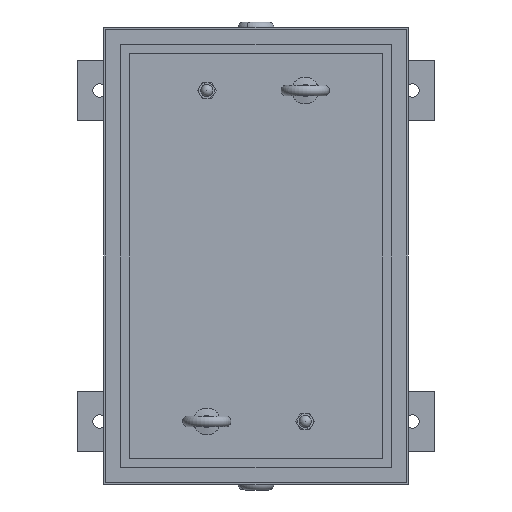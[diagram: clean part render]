
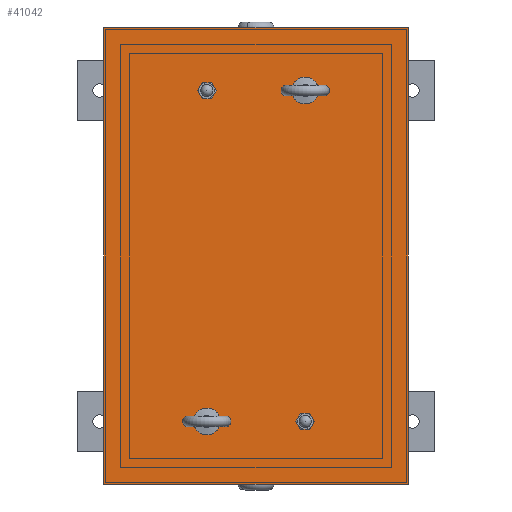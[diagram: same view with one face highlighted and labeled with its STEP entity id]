
A CAD part, front view. The second image highlights one B-rep face of the part: STEP entity #41042.
In plain terms, the highlighted planar face has unit normal (0, -1, 0).
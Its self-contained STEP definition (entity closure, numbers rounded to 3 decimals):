
#1244=FACE_BOUND('',#7292,.T.);
#1245=FACE_BOUND('',#7293,.T.);
#1246=FACE_BOUND('',#7294,.T.);
#1247=FACE_BOUND('',#7295,.T.);
#2314=PLANE('',#45529);
#4279=FACE_OUTER_BOUND('',#7291,.T.);
#7291=EDGE_LOOP('',(#35745,#35746,#35747,#35748));
#7292=EDGE_LOOP('',(#35749));
#7293=EDGE_LOOP('',(#35750));
#7294=EDGE_LOOP('',(#35751));
#7295=EDGE_LOOP('',(#35752));
#10179=LINE('',#71435,#13024);
#10183=LINE('',#71443,#13028);
#10186=LINE('',#71449,#13031);
#10189=LINE('',#71454,#13034);
#13024=VECTOR('',#56699,10.);
#13028=VECTOR('',#56705,10.);
#13031=VECTOR('',#56710,10.);
#13034=VECTOR('',#56715,10.);
#15723=CIRCLE('',#45508,7.);
#15725=CIRCLE('',#45511,7.);
#15727=CIRCLE('',#45514,7.);
#15729=CIRCLE('',#45517,7.);
#19252=VERTEX_POINT('',#71384);
#19254=VERTEX_POINT('',#71390);
#19256=VERTEX_POINT('',#71396);
#19258=VERTEX_POINT('',#71402);
#19268=VERTEX_POINT('',#71433);
#19269=VERTEX_POINT('',#71434);
#19272=VERTEX_POINT('',#71442);
#19274=VERTEX_POINT('',#71448);
#24772=EDGE_CURVE('',#19252,#19252,#15723,.T.);
#24775=EDGE_CURVE('',#19254,#19254,#15725,.T.);
#24778=EDGE_CURVE('',#19256,#19256,#15727,.T.);
#24781=EDGE_CURVE('',#19258,#19258,#15729,.T.);
#24796=EDGE_CURVE('',#19268,#19269,#10179,.T.);
#24800=EDGE_CURVE('',#19272,#19268,#10183,.T.);
#24803=EDGE_CURVE('',#19274,#19272,#10186,.T.);
#24806=EDGE_CURVE('',#19269,#19274,#10189,.T.);
#35745=ORIENTED_EDGE('',*,*,#24806,.F.);
#35746=ORIENTED_EDGE('',*,*,#24796,.F.);
#35747=ORIENTED_EDGE('',*,*,#24800,.F.);
#35748=ORIENTED_EDGE('',*,*,#24803,.F.);
#35749=ORIENTED_EDGE('',*,*,#24772,.T.);
#35750=ORIENTED_EDGE('',*,*,#24775,.T.);
#35751=ORIENTED_EDGE('',*,*,#24778,.T.);
#35752=ORIENTED_EDGE('',*,*,#24781,.T.);
#41042=ADVANCED_FACE('',(#4279,#1244,#1245,#1246,#1247),#2314,.F.);
#45508=AXIS2_PLACEMENT_3D('',#71385,#56649,#56650);
#45511=AXIS2_PLACEMENT_3D('',#71391,#56656,#56657);
#45514=AXIS2_PLACEMENT_3D('',#71397,#56663,#56664);
#45517=AXIS2_PLACEMENT_3D('',#71403,#56670,#56671);
#45529=AXIS2_PLACEMENT_3D('',#71457,#56719,#56720);
#56649=DIRECTION('center_axis',(0.,1.,0.));
#56650=DIRECTION('ref_axis',(-1.,0.,0.));
#56656=DIRECTION('center_axis',(0.,1.,0.));
#56657=DIRECTION('ref_axis',(-1.,0.,0.));
#56663=DIRECTION('center_axis',(0.,1.,0.));
#56664=DIRECTION('ref_axis',(-1.,0.,0.));
#56670=DIRECTION('center_axis',(0.,1.,0.));
#56671=DIRECTION('ref_axis',(-1.,0.,0.));
#56699=DIRECTION('',(-1.,0.,0.));
#56705=DIRECTION('',(0.,0.,-1.));
#56710=DIRECTION('',(1.,0.,0.));
#56715=DIRECTION('',(0.,0.,1.));
#56719=DIRECTION('center_axis',(0.,1.,0.));
#56720=DIRECTION('ref_axis',(0.,0.,1.));
#71384=CARTESIAN_POINT('',(-218.5,0.,440.));
#71385=CARTESIAN_POINT('Origin',(-225.5,0.,440.));
#71390=CARTESIAN_POINT('',(-218.5,0.,70.));
#71391=CARTESIAN_POINT('Origin',(-225.5,0.,70.));
#71396=CARTESIAN_POINT('',(-108.5,0.,70.));
#71397=CARTESIAN_POINT('Origin',(-115.5,0.,70.));
#71402=CARTESIAN_POINT('',(-108.5,0.,440.));
#71403=CARTESIAN_POINT('Origin',(-115.5,0.,440.));
#71433=CARTESIAN_POINT('',(0.,0.,0.));
#71434=CARTESIAN_POINT('',(-341.,0.,0.));
#71435=CARTESIAN_POINT('',(0.,0.,0.));
#71442=CARTESIAN_POINT('',(0.,0.,510.));
#71443=CARTESIAN_POINT('',(0.,0.,510.));
#71448=CARTESIAN_POINT('',(-341.,0.,510.));
#71449=CARTESIAN_POINT('',(-341.,0.,510.));
#71454=CARTESIAN_POINT('',(-341.,0.,0.));
#71457=CARTESIAN_POINT('Origin',(-170.5,0.,255.));
